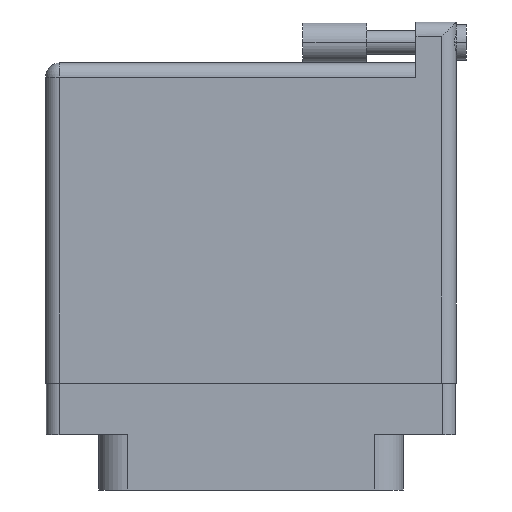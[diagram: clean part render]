
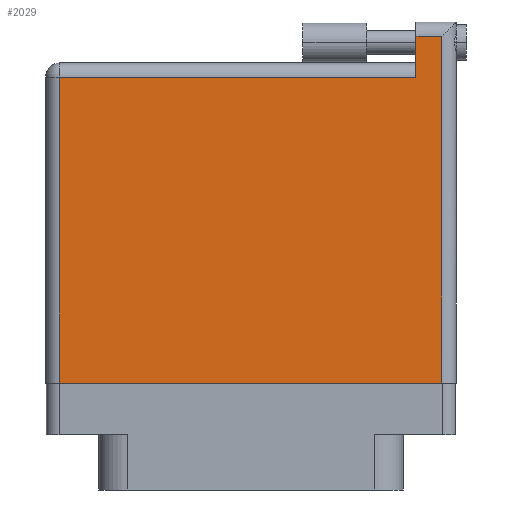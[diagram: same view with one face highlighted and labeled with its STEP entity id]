
A CAD part, front view. The second image highlights one B-rep face of the part: STEP entity #2029.
In plain terms, the highlighted face is planar.
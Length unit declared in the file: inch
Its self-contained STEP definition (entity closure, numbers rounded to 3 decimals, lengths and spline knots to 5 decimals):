
#2029 = ADVANCED_FACE ( 'NONE', ( #20972 ), #2046, .F. ) ;
#2046 = PLANE ( 'NONE',  #9001 ) ;
#2920 = DIRECTION ( 'NONE',  ( 0., 1., 0. ) ) ;
#3155 = LINE ( 'NONE', #15441, #24463 ) ;
#3463 = ORIENTED_EDGE ( 'NONE', *, *, #14026, .T. ) ;
#4199 = VERTEX_POINT ( 'NONE', #15154 ) ;
#4739 = VERTEX_POINT ( 'NONE', #17102 ) ;
#5122 = CARTESIAN_POINT ( 'NONE',  ( -0.934, -0.1, 0.4495 ) ) ;
#5361 = ORIENTED_EDGE ( 'NONE', *, *, #18065, .T. ) ;
#6589 = LINE ( 'NONE', #30372, #32150 ) ;
#8152 = ORIENTED_EDGE ( 'NONE', *, *, #37889, .T. ) ;
#8289 = EDGE_CURVE ( 'NONE', #38071, #24955, #38687, .T. ) ;
#8331 = VECTOR ( 'NONE', #36488, 39.37008 ) ;
#9001 = AXIS2_PLACEMENT_3D ( 'NONE', #11302, #39029, #17963 ) ;
#9155 = VECTOR ( 'NONE', #2920, 39.37008 ) ;
#9759 = VECTOR ( 'NONE', #20545, 39.37008 ) ;
#10126 = LINE ( 'NONE', #31000, #9155 ) ;
#11302 = CARTESIAN_POINT ( 'NONE',  ( -1.004, 1.466, 0.4495 ) ) ;
#11587 = VECTOR ( 'NONE', #38296, 39.37008 ) ;
#14026 = EDGE_CURVE ( 'NONE', #4199, #38803, #3155, .T. ) ;
#14370 = CARTESIAN_POINT ( 'NONE',  ( 0.807, 1.396, 0.4495 ) ) ;
#14794 = EDGE_LOOP ( 'NONE', ( #5361, #8152, #38745, #25985, #16859, #3463 ) ) ;
#14973 = CARTESIAN_POINT ( 'NONE',  ( -1.004, 1.596, 0.4495 ) ) ;
#15154 = CARTESIAN_POINT ( 'NONE',  ( -0.934, 1.396, 0.4495 ) ) ;
#15441 = CARTESIAN_POINT ( 'NONE',  ( -0.934, -0.1, 0.4495 ) ) ;
#16149 = CARTESIAN_POINT ( 'NONE',  ( 0.934, 1.596, 0.4495 ) ) ;
#16804 = CARTESIAN_POINT ( 'NONE',  ( -1.004, 1.396, 0.4495 ) ) ;
#16859 = ORIENTED_EDGE ( 'NONE', *, *, #28483, .T. ) ;
#17102 = CARTESIAN_POINT ( 'NONE',  ( 0.934, -0.1, 0.4495 ) ) ;
#17963 = DIRECTION ( 'NONE',  ( -1., 0., 0. ) ) ;
#18065 = EDGE_CURVE ( 'NONE', #38803, #4739, #26677, .T. ) ;
#20545 = DIRECTION ( 'NONE',  ( 1., 0., 0. ) ) ;
#20972 = FACE_OUTER_BOUND ( 'NONE', #14794, .T. ) ;
#21699 = EDGE_CURVE ( 'NONE', #24955, #31303, #6589, .T. ) ;
#24463 = VECTOR ( 'NONE', #34283, 39.37008 ) ;
#24955 = VERTEX_POINT ( 'NONE', #27383 ) ;
#25985 = ORIENTED_EDGE ( 'NONE', *, *, #21699, .T. ) ;
#26677 = LINE ( 'NONE', #32506, #9759 ) ;
#27383 = CARTESIAN_POINT ( 'NONE',  ( 0.807, 1.596, 0.4495 ) ) ;
#28483 = EDGE_CURVE ( 'NONE', #31303, #4199, #29018, .T. ) ;
#29018 = LINE ( 'NONE', #16804, #11587 ) ;
#30372 = CARTESIAN_POINT ( 'NONE',  ( 0.807, 1.666, 0.4495 ) ) ;
#31000 = CARTESIAN_POINT ( 'NONE',  ( 0.934, 1.666, 0.4495 ) ) ;
#31303 = VERTEX_POINT ( 'NONE', #14370 ) ;
#32150 = VECTOR ( 'NONE', #36200, 39.37008 ) ;
#32506 = CARTESIAN_POINT ( 'NONE',  ( -1.004, -0.1, 0.4495 ) ) ;
#34283 = DIRECTION ( 'NONE',  ( 0., -1., 0. ) ) ;
#36200 = DIRECTION ( 'NONE',  ( 0., -1., 0. ) ) ;
#36488 = DIRECTION ( 'NONE',  ( -1., 0., 0. ) ) ;
#37889 = EDGE_CURVE ( 'NONE', #4739, #38071, #10126, .T. ) ;
#38071 = VERTEX_POINT ( 'NONE', #16149 ) ;
#38296 = DIRECTION ( 'NONE',  ( -1., 0., 0. ) ) ;
#38687 = LINE ( 'NONE', #14973, #8331 ) ;
#38745 = ORIENTED_EDGE ( 'NONE', *, *, #8289, .T. ) ;
#38803 = VERTEX_POINT ( 'NONE', #5122 ) ;
#39029 = DIRECTION ( 'NONE',  ( 0., 0., -1. ) ) ;
